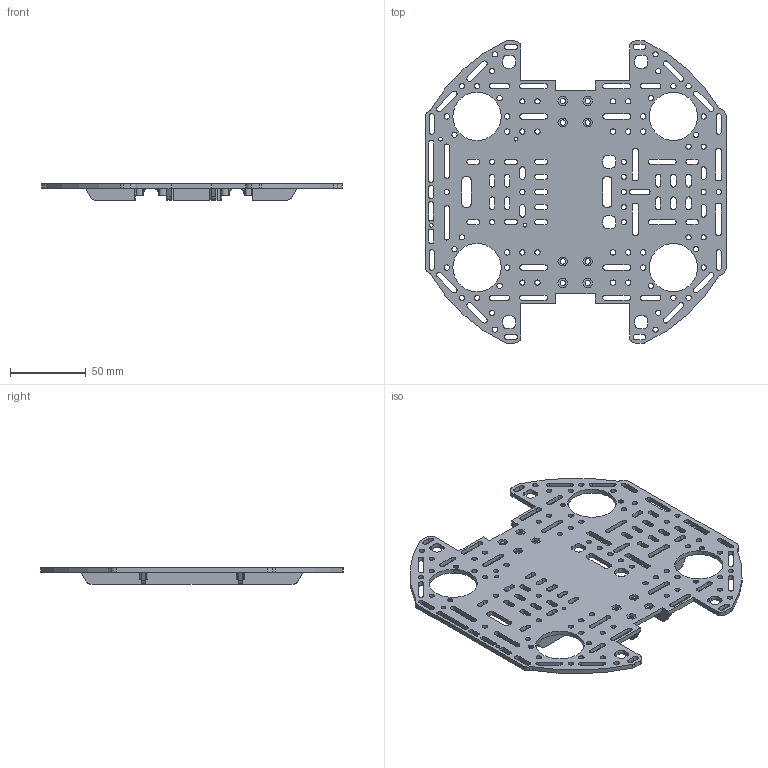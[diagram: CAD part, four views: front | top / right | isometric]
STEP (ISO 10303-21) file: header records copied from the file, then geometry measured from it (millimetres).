
FILE_DESCRIPTION(('STEP AP203'), '1');
FILE_NAME('plastic_platform', '', ('UNSPECIFIED'), ('UNSPECIFIED'), 'C3D Converter', 'C3D Toolkit', '');
FILE_SCHEMA(('CONFIG_CONTROL_DESIGN'));
Length unit declared in the file: millimetre
Products named in the file (1): -v6.1
Bounding box: 199 x 200 x 11 mm (x, y, z)
Volume: 82438.3 mm3; surface area: 69537.6 mm2
Topology: 1 solids, 1 shells, 885 faces, 2511 edges, 1662 vertices
Faces by surface type: plane 430, cylinder 387, extrusion 28, bspline 24, torus 16
Full cylindrical faces by diameter (mm): 2.5 x3, 3 x8, 3.5 x76, 32 x4
Entity records: 38500 total; most frequent: CARTESIAN_POINT 7624, ORIENTED_EDGE 4840, DIRECTION 4814, EDGE_CURVE 2420, VERTEX_POINT 1662, AXIS2_PLACEMENT_3D 1652, VECTOR 1510, LINE 1482
